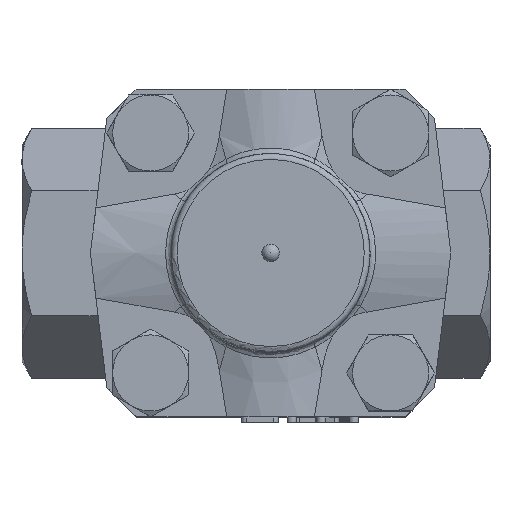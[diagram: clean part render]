
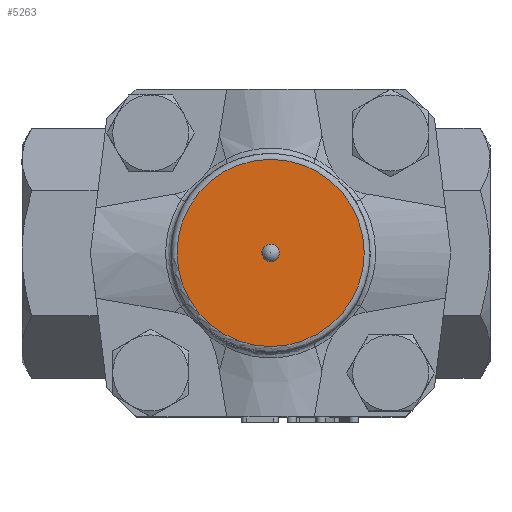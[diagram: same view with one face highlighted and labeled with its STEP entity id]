
A CAD part, top view. The second image highlights one B-rep face of the part: STEP entity #5263.
In plain terms, the highlighted planar face has unit normal (0, 0, 1).
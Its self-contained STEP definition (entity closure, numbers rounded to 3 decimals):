
#73=CARTESIAN_POINT('',(1.5,0.0,19.89));
#74=VERTEX_POINT('',#73);
#75=CARTESIAN_POINT('',(0.,0.,19.89));
#76=DIRECTION('',(0.0,0.0,-1.0));
#77=DIRECTION('',(0.0,1.0,0.0));
#78=AXIS2_PLACEMENT_3D('',#75,#76,#77);
#79=CIRCLE('',#78,1.5);
#80=EDGE_CURVE('',#74,#74,#79,.T.);
#5237=CARTESIAN_POINT('',(16.0,0.,19.89));
#5238=VERTEX_POINT('',#5237);
#5239=CARTESIAN_POINT('',(0.,0.,19.89));
#5240=DIRECTION('',(0.0,0.0,-1.0));
#5241=DIRECTION('',(-1.0,0.0,0.0));
#5242=AXIS2_PLACEMENT_3D('',#5239,#5240,#5241);
#5243=CIRCLE('',#5242,16.0);
#5244=EDGE_CURVE('',#5238,#5238,#5243,.T.);
#5252=CARTESIAN_POINT('',(0.,0.,19.89));
#5253=DIRECTION('',(0.0,0.0,-1.0));
#5254=DIRECTION('',(-1.0,0.0,0.0));
#5255=AXIS2_PLACEMENT_3D('',#5252,#5253,#5254);
#5256=PLANE('',#5255);
#5257=ORIENTED_EDGE('',*,*,#5244,.F.);
#5258=EDGE_LOOP('',(#5257));
#5259=FACE_OUTER_BOUND('',#5258,.T.);
#5260=ORIENTED_EDGE('',*,*,#80,.T.);
#5261=EDGE_LOOP('',(#5260));
#5262=FACE_BOUND('',#5261,.T.);
#5263=ADVANCED_FACE('',(#5259,#5262),#5256,.F.);
